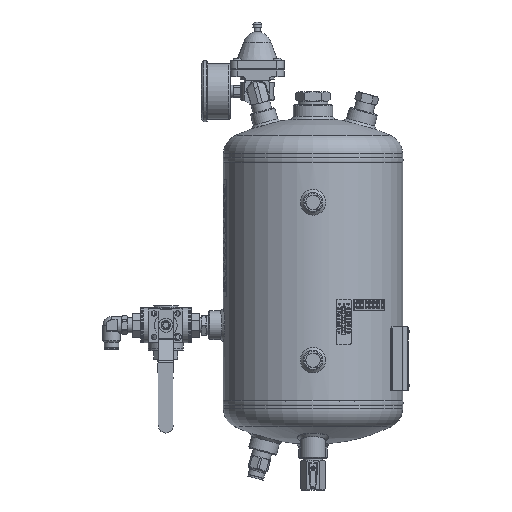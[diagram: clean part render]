
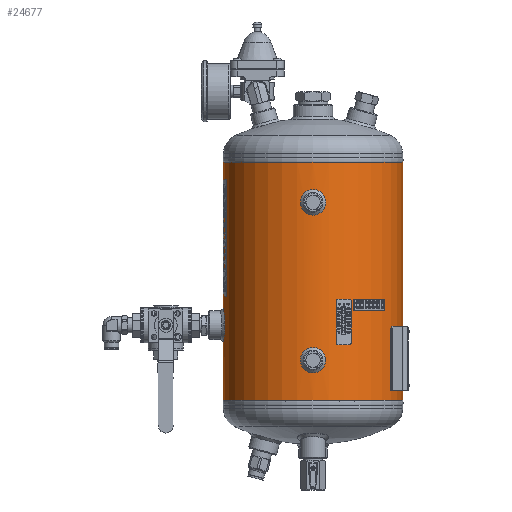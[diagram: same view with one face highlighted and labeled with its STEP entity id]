
A CAD part, front view. The second image highlights one B-rep face of the part: STEP entity #24677.
In plain terms, the highlighted cylindrical face has radius 100 mm (diameter 200 mm), a partial arc.
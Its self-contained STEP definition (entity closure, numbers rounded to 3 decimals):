
#1477=B_SPLINE_CURVE_WITH_KNOTS('',3,(#41837,#41838,#41839,#41840,#41841,
#41842,#41843,#41844,#41845,#41846,#41847,#41848,#41849,#41850,#41851,#41852,
#41853,#41854,#41855),.UNSPECIFIED.,.T.,.F.,(1,1,1,1,1,1,1,1,1,1,1,1,1,
1,1,1,1,1,1,1,1,1,1),(-0.012,-0.008,-0.004,
0.,0.004,0.008,0.012,0.016,
0.02,0.023,0.027,0.031,
0.035,0.039,0.043,0.047,
0.051,0.055,0.059,0.063,
0.066,0.07,0.074),.UNSPECIFIED.);
#1478=B_SPLINE_CURVE_WITH_KNOTS('',3,(#41857,#41858,#41859,#41860,#41861,
#41862,#41863,#41864,#41865,#41866,#41867,#41868,#41869,#41870,#41871,#41872,
#41873,#41874,#41875),.UNSPECIFIED.,.T.,.F.,(1,1,1,1,1,1,1,1,1,1,1,1,1,
1,1,1,1,1,1,1,1,1,1),(-0.012,-0.008,-0.004,
0.,0.004,0.008,0.012,
0.016,0.02,0.023,0.027,
0.031,0.035,0.039,0.043,
0.047,0.051,0.055,0.059,
0.063,0.066,0.07,0.074),
 .UNSPECIFIED.);
#1479=B_SPLINE_CURVE_WITH_KNOTS('',3,(#41877,#41878,#41879,#41880,#41881,
#41882,#41883,#41884,#41885,#41886,#41887,#41888,#41889,#41890,#41891,#41892,
#41893,#41894,#41895),.UNSPECIFIED.,.T.,.F.,(1,1,1,1,1,1,1,1,1,1,1,1,1,
1,1,1,1,1,1,1,1,1,1),(-0.018,-0.012,-0.006,
0.,0.006,0.012,0.018,0.023,
0.029,0.035,0.041,0.047,
0.053,0.059,0.065,0.07,
0.076,0.082,0.088,0.094,
0.1,0.106,0.112),.UNSPECIFIED.);
#3016=LINE('',#41897,#4084);
#3017=LINE('',#41902,#4085);
#4084=VECTOR('',#35736,1000.);
#4085=VECTOR('',#35739,1000.);
#5157=ORIENTED_EDGE('',*,*,#12273,.T.);
#5158=ORIENTED_EDGE('',*,*,#12274,.T.);
#5159=ORIENTED_EDGE('',*,*,#12275,.T.);
#5160=ORIENTED_EDGE('',*,*,#12276,.T.);
#5161=ORIENTED_EDGE('',*,*,#12277,.T.);
#5162=ORIENTED_EDGE('',*,*,#12278,.F.);
#5163=ORIENTED_EDGE('',*,*,#12279,.F.);
#12273=EDGE_CURVE('',#15831,#15831,#1477,.T.);
#12274=EDGE_CURVE('',#15832,#15832,#1478,.T.);
#12275=EDGE_CURVE('',#15833,#15833,#1479,.T.);
#12276=EDGE_CURVE('',#15834,#15835,#3016,.T.);
#12277=EDGE_CURVE('',#15835,#15836,#18491,.T.);
#12278=EDGE_CURVE('',#15837,#15836,#3017,.T.);
#12279=EDGE_CURVE('',#15834,#15837,#18492,.T.);
#15831=VERTEX_POINT('',#41856);
#15832=VERTEX_POINT('',#41876);
#15833=VERTEX_POINT('',#41896);
#15834=VERTEX_POINT('',#41898);
#15835=VERTEX_POINT('',#41899);
#15836=VERTEX_POINT('',#41901);
#15837=VERTEX_POINT('',#41903);
#18491=CIRCLE('',#33242,100.);
#18492=CIRCLE('',#33243,100.);
#19429=EDGE_LOOP('',(#5157));
#19430=EDGE_LOOP('',(#5158));
#19431=EDGE_LOOP('',(#5159));
#19432=EDGE_LOOP('',(#5160,#5161,#5162,#5163));
#21802=FACE_BOUND('',#19429,.T.);
#21803=FACE_BOUND('',#19430,.T.);
#21804=FACE_BOUND('',#19431,.T.);
#21805=FACE_BOUND('',#19432,.T.);
#24176=CYLINDRICAL_SURFACE('',#33241,100.);
#24677=ADVANCED_FACE('',(#21802,#21803,#21804,#21805),#24176,.T.);
#33241=AXIS2_PLACEMENT_3D('',#41836,#35734,#35735);
#33242=AXIS2_PLACEMENT_3D('',#41900,#35737,#35738);
#33243=AXIS2_PLACEMENT_3D('',#41904,#35740,#35741);
#35734=DIRECTION('',(0.,-1.,0.));
#35735=DIRECTION('',(0.,0.,-1.));
#35736=DIRECTION('',(0.,-1.,0.));
#35737=DIRECTION('',(0.,1.,0.));
#35738=DIRECTION('',(1.,0.,0.));
#35739=DIRECTION('',(0.,-1.,0.));
#35740=DIRECTION('',(0.,1.,0.));
#35741=DIRECTION('',(1.,0.,0.));
#41836=CARTESIAN_POINT('',(0.,265.,0.));
#41837=CARTESIAN_POINT('',(-9.473,48.444,-99.554));
#41838=CARTESIAN_POINT('',(-10.262,44.497,-99.471));
#41839=CARTESIAN_POINT('',(-9.477,40.569,-99.553));
#41840=CARTESIAN_POINT('',(-7.254,37.244,-99.75));
#41841=CARTESIAN_POINT('',(-3.93,35.023,-99.946));
#41842=CARTESIAN_POINT('',(-0.006,34.24,-100.027));
#41843=CARTESIAN_POINT('',(3.922,35.019,-99.946));
#41844=CARTESIAN_POINT('',(7.252,37.242,-99.75));
#41845=CARTESIAN_POINT('',(9.478,40.57,-99.553));
#41846=CARTESIAN_POINT('',(10.26,44.496,-99.472));
#41847=CARTESIAN_POINT('',(9.481,48.422,-99.553));
#41848=CARTESIAN_POINT('',(7.262,51.747,-99.749));
#41849=CARTESIAN_POINT('',(3.94,53.974,-99.945));
#41850=CARTESIAN_POINT('',(0.01,54.761,-100.027));
#41851=CARTESIAN_POINT('',(-3.923,53.981,-99.946));
#41852=CARTESIAN_POINT('',(-7.249,51.759,-99.75));
#41853=CARTESIAN_POINT('',(-9.473,48.444,-99.554));
#41854=CARTESIAN_POINT('',(-10.262,44.497,-99.471));
#41855=CARTESIAN_POINT('',(-9.477,40.569,-99.553));
#41856=CARTESIAN_POINT('',(-10.,44.5,-99.499));
#41857=CARTESIAN_POINT('',(3.944,229.973,-99.945));
#41858=CARTESIAN_POINT('',(-0.003,230.762,-100.027));
#41859=CARTESIAN_POINT('',(-3.931,229.977,-99.946));
#41860=CARTESIAN_POINT('',(-7.256,227.754,-99.75));
#41861=CARTESIAN_POINT('',(-9.477,224.43,-99.553));
#41862=CARTESIAN_POINT('',(-10.26,220.506,-99.472));
#41863=CARTESIAN_POINT('',(-9.481,216.578,-99.553));
#41864=CARTESIAN_POINT('',(-7.258,213.248,-99.75));
#41865=CARTESIAN_POINT('',(-3.93,211.022,-99.946));
#41866=CARTESIAN_POINT('',(-0.004,210.24,-100.027));
#41867=CARTESIAN_POINT('',(3.922,211.019,-99.946));
#41868=CARTESIAN_POINT('',(7.247,213.238,-99.75));
#41869=CARTESIAN_POINT('',(9.474,216.56,-99.554));
#41870=CARTESIAN_POINT('',(10.261,220.49,-99.471));
#41871=CARTESIAN_POINT('',(9.481,224.423,-99.553));
#41872=CARTESIAN_POINT('',(7.259,227.749,-99.749));
#41873=CARTESIAN_POINT('',(3.944,229.973,-99.945));
#41874=CARTESIAN_POINT('',(-0.003,230.762,-100.027));
#41875=CARTESIAN_POINT('',(-3.931,229.977,-99.946));
#41876=CARTESIAN_POINT('',(0.,230.5,-100.));
#41877=CARTESIAN_POINT('',(-98.994,187.429,14.208));
#41878=CARTESIAN_POINT('',(-98.806,181.503,15.395));
#41879=CARTESIAN_POINT('',(-98.993,175.608,14.214));
#41880=CARTESIAN_POINT('',(-99.436,170.625,10.88));
#41881=CARTESIAN_POINT('',(-99.878,167.295,5.9));
#41882=CARTESIAN_POINT('',(-100.061,166.117,0.009));
#41883=CARTESIAN_POINT('',(-99.879,167.288,-5.887));
#41884=CARTESIAN_POINT('',(-99.437,170.623,-10.879));
#41885=CARTESIAN_POINT('',(-98.992,175.61,-14.215));
#41886=CARTESIAN_POINT('',(-98.807,181.503,-15.391));
#41887=CARTESIAN_POINT('',(-98.992,187.396,-14.219));
#41888=CARTESIAN_POINT('',(-99.435,192.379,-10.892));
#41889=CARTESIAN_POINT('',(-99.877,195.718,-5.914));
#41890=CARTESIAN_POINT('',(-100.061,196.901,-0.013));
#41891=CARTESIAN_POINT('',(-99.878,195.728,5.889));
#41892=CARTESIAN_POINT('',(-99.437,192.395,10.874));
#41893=CARTESIAN_POINT('',(-98.994,187.429,14.208));
#41894=CARTESIAN_POINT('',(-98.806,181.503,15.395));
#41895=CARTESIAN_POINT('',(-98.993,175.608,14.214));
#41896=CARTESIAN_POINT('',(-98.869,181.508,15.));
#41897=CARTESIAN_POINT('',(0.254,265.,100.));
#41898=CARTESIAN_POINT('',(0.254,265.,100.));
#41899=CARTESIAN_POINT('',(0.254,0.,100.));
#41900=CARTESIAN_POINT('',(0.,0.,0.));
#41901=CARTESIAN_POINT('',(-0.254,0.,100.));
#41902=CARTESIAN_POINT('',(-0.254,265.,100.));
#41903=CARTESIAN_POINT('',(-0.254,265.,100.));
#41904=CARTESIAN_POINT('',(0.,265.,0.));
